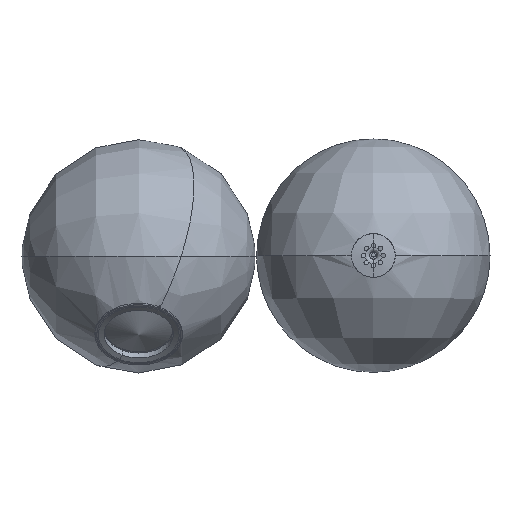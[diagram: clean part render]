
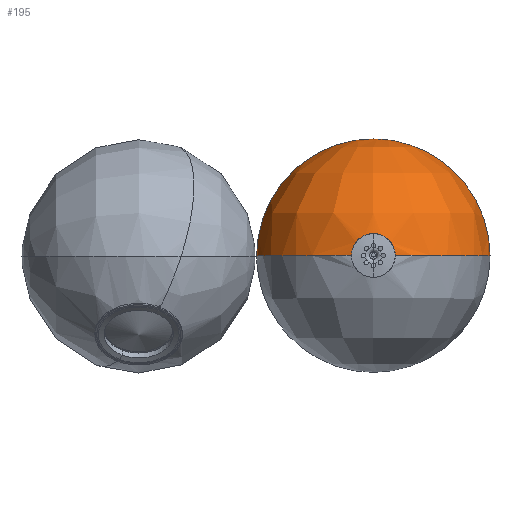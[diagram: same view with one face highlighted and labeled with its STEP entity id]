
A CAD part, top view. The second image highlights one B-rep face of the part: STEP entity #195.
In plain terms, the highlighted free-form (B-spline) face has degree [2, 2] with [5, 5] control points.
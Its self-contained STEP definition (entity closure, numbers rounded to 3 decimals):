
#195=ADVANCED_FACE('',(#343),#2639,.T.);
#343=FACE_OUTER_BOUND('',#494,.T.);
#494=EDGE_LOOP('',(#1226,#1227,#1228,#1229,#1230));
#1226=ORIENTED_EDGE('',*,*,#1706,.T.);
#1227=ORIENTED_EDGE('',*,*,#1695,.T.);
#1228=ORIENTED_EDGE('',*,*,#1696,.T.);
#1229=ORIENTED_EDGE('',*,*,#1699,.T.);
#1230=ORIENTED_EDGE('',*,*,#1705,.F.);
#1695=EDGE_CURVE('',#2476,#2477,#1944,.T.);
#1696=EDGE_CURVE('',#2477,#2478,#2161,.T.);
#1699=EDGE_CURVE('',#2478,#2475,#2164,.T.);
#1705=EDGE_CURVE('',#2481,#2475,#2169,.T.);
#1706=EDGE_CURVE('',#2481,#2476,#2170,.T.);
#1944=B_SPLINE_CURVE_WITH_KNOTS('',3,(#10456,#10457,#10458,#10459,#10460,
#10461,#10462,#10463,#10464,#10465,#10466,#10467,#10468,#10469,#10470,#10471,
#10472,#10473,#10474,#10475,#10476,#10477,#10478,#10479,#10480,#10481,#10482,
#10483,#10484,#10485,#10486,#10487,#10488,#10489),.UNSPECIFIED.,.F.,.F.,
(4,2,2,2,2,2,2,2,2,2,2,2,2,2,2,2,4),(-119.695,-112.216,
-104.738,-97.255,-89.773,-82.289,
-74.806,-67.327,-59.847,-52.368,
-44.889,-37.406,-29.923,-22.44,
-14.957,-7.478,0.),.UNSPECIFIED.);
#2161=(
BOUNDED_CURVE()
B_SPLINE_CURVE(2,(#10490,#10491,#10492),.UNSPECIFIED.,.F.,.F.)
B_SPLINE_CURVE_WITH_KNOTS((3,3),(0.,280.859),.UNSPECIFIED.)
CURVE()
GEOMETRIC_REPRESENTATION_ITEM()
RATIONAL_B_SPLINE_CURVE((1.,0.771,1.))
REPRESENTATION_ITEM('')
);
#2164=(
BOUNDED_CURVE()
B_SPLINE_CURVE(2,(#10499,#10500,#10501),.UNSPECIFIED.,.F.,.F.)
B_SPLINE_CURVE_WITH_KNOTS((3,3),(319.186,638.372),
 .UNSPECIFIED.)
CURVE()
GEOMETRIC_REPRESENTATION_ITEM()
RATIONAL_B_SPLINE_CURVE((1.,0.707,1.))
REPRESENTATION_ITEM('')
);
#2169=(
BOUNDED_CURVE()
B_SPLINE_CURVE(2,(#10550,#10551,#10552),.UNSPECIFIED.,.F.,.F.)
B_SPLINE_CURVE_WITH_KNOTS((3,3),(319.186,638.372),
 .UNSPECIFIED.)
CURVE()
GEOMETRIC_REPRESENTATION_ITEM()
RATIONAL_B_SPLINE_CURVE((1.,0.707,1.))
REPRESENTATION_ITEM('')
);
#2170=(
BOUNDED_CURVE()
B_SPLINE_CURVE(2,(#10553,#10554,#10555),.UNSPECIFIED.,.F.,.F.)
B_SPLINE_CURVE_WITH_KNOTS((3,3),(-280.859,0.),.UNSPECIFIED.)
CURVE()
GEOMETRIC_REPRESENTATION_ITEM()
RATIONAL_B_SPLINE_CURVE((1.,0.771,1.))
REPRESENTATION_ITEM('')
);
#2475=VERTEX_POINT('',#10434);
#2476=VERTEX_POINT('',#10435);
#2477=VERTEX_POINT('',#10436);
#2478=VERTEX_POINT('',#10437);
#2481=VERTEX_POINT('',#10440);
#2639=(
BOUNDED_SURFACE()
B_SPLINE_SURFACE(2,2,((#10379,#10380,#10381,#10382,#10383),(#10384,#10385,
#10386,#10387,#10388),(#10389,#10390,#10391,#10392,#10393),(#10394,#10395,
#10396,#10397,#10398),(#10399,#10400,#10401,#10402,#10403)),
 .UNSPECIFIED.,.F.,.F.,.F.)
B_SPLINE_SURFACE_WITH_KNOTS((3,2,3),(3,2,3),(638.372,957.557,
1276.743),(0.,319.186,638.372),.UNSPECIFIED.)
GEOMETRIC_REPRESENTATION_ITEM()
RATIONAL_B_SPLINE_SURFACE(((1.,0.707,1.,0.707,1.),
(0.707,0.5,0.707,0.5,0.707),(1.,0.707,
1.,0.707,1.),(0.707,0.5,0.707,0.5,0.707),
(1.,0.707,1.,0.707,1.)))
REPRESENTATION_ITEM('')
SURFACE()
);
#10379=CARTESIAN_POINT('',(438.962,-160.656,1125.991));
#10380=CARTESIAN_POINT('',(235.762,-160.656,1125.991));
#10381=CARTESIAN_POINT('',(235.762,42.544,1125.991));
#10382=CARTESIAN_POINT('',(235.762,245.744,1125.991));
#10383=CARTESIAN_POINT('',(438.962,245.744,1125.991));
#10384=CARTESIAN_POINT('',(438.962,-160.656,1125.991));
#10385=CARTESIAN_POINT('',(235.762,-160.656,1329.191));
#10386=CARTESIAN_POINT('',(235.762,42.544,1329.191));
#10387=CARTESIAN_POINT('',(235.762,245.744,1329.191));
#10388=CARTESIAN_POINT('',(438.962,245.744,1125.991));
#10389=CARTESIAN_POINT('',(438.962,-160.656,1125.991));
#10390=CARTESIAN_POINT('',(438.962,-160.656,1329.191));
#10391=CARTESIAN_POINT('',(438.962,42.544,1329.191));
#10392=CARTESIAN_POINT('',(438.962,245.744,1329.191));
#10393=CARTESIAN_POINT('',(438.962,245.744,1125.991));
#10394=CARTESIAN_POINT('',(438.962,-160.656,1125.991));
#10395=CARTESIAN_POINT('',(642.162,-160.656,1329.191));
#10396=CARTESIAN_POINT('',(642.162,42.544,1329.191));
#10397=CARTESIAN_POINT('',(642.162,245.744,1329.191));
#10398=CARTESIAN_POINT('',(438.962,245.744,1125.991));
#10399=CARTESIAN_POINT('',(438.962,-160.656,1125.991));
#10400=CARTESIAN_POINT('',(642.162,-160.656,1125.991));
#10401=CARTESIAN_POINT('',(642.162,42.544,1125.991));
#10402=CARTESIAN_POINT('',(642.162,245.744,1125.991));
#10403=CARTESIAN_POINT('',(438.962,245.744,1125.991));
#10434=CARTESIAN_POINT('',(438.962,245.744,1125.991));
#10435=CARTESIAN_POINT('',(400.862,42.544,1325.587));
#10436=CARTESIAN_POINT('',(477.062,42.544,1325.587));
#10437=CARTESIAN_POINT('',(642.162,42.544,1125.991));
#10440=CARTESIAN_POINT('',(235.762,42.544,1125.991));
#10456=CARTESIAN_POINT('',(400.862,42.544,1325.587));
#10457=CARTESIAN_POINT('',(400.862,45.06,1325.587));
#10458=CARTESIAN_POINT('',(401.111,47.567,1325.587));
#10459=CARTESIAN_POINT('',(402.096,52.483,1325.587));
#10460=CARTESIAN_POINT('',(402.831,54.893,1325.587));
#10461=CARTESIAN_POINT('',(404.77,59.539,1325.587));
#10462=CARTESIAN_POINT('',(405.964,61.753,1325.587));
#10463=CARTESIAN_POINT('',(408.759,65.903,1325.587));
#10464=CARTESIAN_POINT('',(410.36,67.839,1325.587));
#10465=CARTESIAN_POINT('',(413.923,71.37,1325.587));
#10466=CARTESIAN_POINT('',(415.866,72.947,1325.587));
#10467=CARTESIAN_POINT('',(420.01,75.689,1325.587));
#10468=CARTESIAN_POINT('',(422.212,76.855,1325.587));
#10469=CARTESIAN_POINT('',(426.812,78.74,1325.587));
#10470=CARTESIAN_POINT('',(429.188,79.451,1325.587));
#10471=CARTESIAN_POINT('',(434.027,80.403,1325.587));
#10472=CARTESIAN_POINT('',(436.489,80.644,1325.587));
#10473=CARTESIAN_POINT('',(441.434,80.644,1325.587));
#10474=CARTESIAN_POINT('',(443.897,80.403,1325.587));
#10475=CARTESIAN_POINT('',(448.735,79.451,1325.587));
#10476=CARTESIAN_POINT('',(451.111,78.74,1325.587));
#10477=CARTESIAN_POINT('',(455.711,76.855,1325.587));
#10478=CARTESIAN_POINT('',(457.913,75.689,1325.587));
#10479=CARTESIAN_POINT('',(462.057,72.947,1325.587));
#10480=CARTESIAN_POINT('',(464.,71.371,1325.587));
#10481=CARTESIAN_POINT('',(467.563,67.84,1325.587));
#10482=CARTESIAN_POINT('',(469.164,65.904,1325.587));
#10483=CARTESIAN_POINT('',(471.959,61.754,1325.587));
#10484=CARTESIAN_POINT('',(473.154,59.539,1325.587));
#10485=CARTESIAN_POINT('',(475.092,54.894,1325.587));
#10486=CARTESIAN_POINT('',(475.828,52.484,1325.587));
#10487=CARTESIAN_POINT('',(476.812,47.567,1325.587));
#10488=CARTESIAN_POINT('',(477.062,45.061,1325.587));
#10489=CARTESIAN_POINT('',(477.062,42.544,1325.587));
#10490=CARTESIAN_POINT('',(477.062,42.544,1325.587));
#10491=CARTESIAN_POINT('',(642.162,42.544,1294.072));
#10492=CARTESIAN_POINT('',(642.162,42.544,1125.991));
#10499=CARTESIAN_POINT('',(642.162,42.544,1125.991));
#10500=CARTESIAN_POINT('',(642.162,245.744,1125.991));
#10501=CARTESIAN_POINT('',(438.962,245.744,1125.991));
#10550=CARTESIAN_POINT('',(235.762,42.544,1125.991));
#10551=CARTESIAN_POINT('',(235.762,245.744,1125.991));
#10552=CARTESIAN_POINT('',(438.962,245.744,1125.991));
#10553=CARTESIAN_POINT('',(235.762,42.544,1125.991));
#10554=CARTESIAN_POINT('',(235.762,42.544,1294.072));
#10555=CARTESIAN_POINT('',(400.862,42.544,1325.587));
